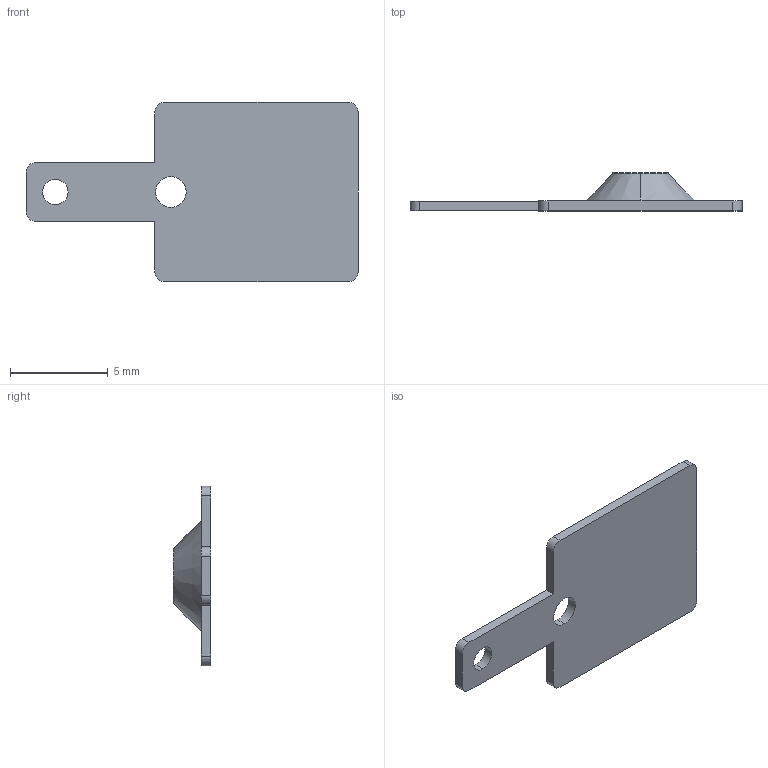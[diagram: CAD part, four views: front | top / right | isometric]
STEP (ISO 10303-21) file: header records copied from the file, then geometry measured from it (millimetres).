
FILE_DESCRIPTION (( 'STEP AP214' ), '1' );
FILE_NAME ('ACC-AAAPOS-5226.STEP', '2020-06-01T17:22:58', ( '' ), ( '' ), 'SwSTEP 2.0', 'SolidWorks 2019', '' );
FILE_SCHEMA (( 'AUTOMOTIVE_DESIGN' ));
Length unit declared in the file: millimetre
Products named in the file (2): ACC-AAAPOS-5226
Bounding box: 16.99 x 1.94 x 9.19 mm (x, y, z)
Volume: 76.7 mm3; surface area: 261.5 mm2
Topology: 1 solids, 1 shells, 25 faces, 65 edges, 44 vertices
Faces by surface type: cylinder 12, plane 11, cone 2
Entity records: 960 total; most frequent: CARTESIAN_POINT 263, DIRECTION 144, ORIENTED_EDGE 128, EDGE_CURVE 64, AXIS2_PLACEMENT_3D 53, VERTEX_POINT 42, VECTOR 38, LINE 38
